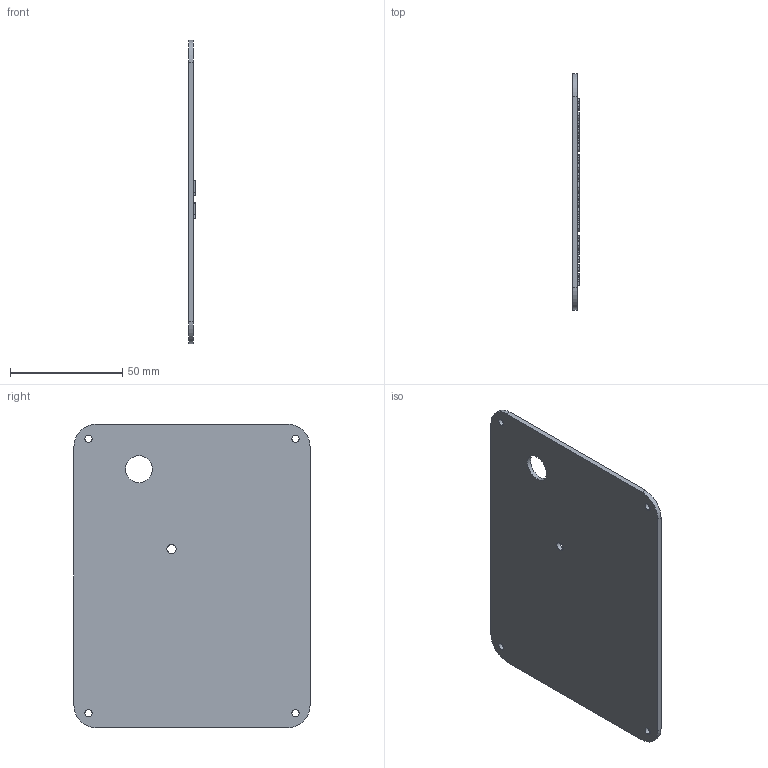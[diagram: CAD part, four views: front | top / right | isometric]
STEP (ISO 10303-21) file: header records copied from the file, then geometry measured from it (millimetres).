
FILE_DESCRIPTION (( 'STEP AP214' ), '1' );
FILE_NAME ('Top_Plate.STEP', '2025-09-15T17:24:25', ( '' ), ( '' ), 'SwSTEP 2.0', 'SolidWorks 2025', '' );
FILE_SCHEMA (( 'AUTOMOTIVE_DESIGN' ));
Length unit declared in the file: millimetre
Products named in the file (1): Top_Plate
Bounding box: 3 x 105 x 135 mm (x, y, z)
Volume: 28087.5 mm3; surface area: 29558.8 mm2
Topology: 1 solids, 1 shells, 520 faces, 1422 edges, 948 vertices
Faces by surface type: plane 267, bspline 237, cylinder 16
Entity records: 23491 total; most frequent: CARTESIAN_POINT 11856, ORIENTED_EDGE 2844, DIRECTION 1548, EDGE_CURVE 1422, VERTEX_POINT 948, VECTOR 916, LINE 916, EDGE_LOOP 576
